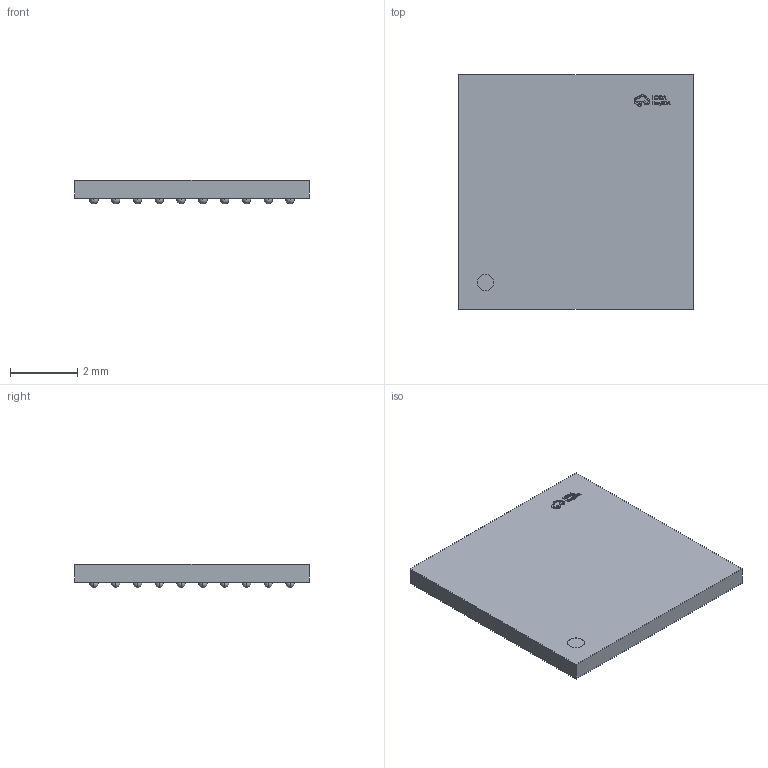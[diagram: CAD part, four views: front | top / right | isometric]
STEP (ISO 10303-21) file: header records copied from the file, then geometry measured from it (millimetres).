
FILE_DESCRIPTION (( 'STEP AP214' ), '1' );
FILE_NAME ('WFBGA-84_L7.0-W7.0-P0.65-BL_MICROCHIP_EEC1005-I-SX1-UB1.step', '2022-06-22T15:39:41', ( '' ), ( '' ), 'SwSTEP 2.0', 'SolidWorks 2020', '' );
FILE_SCHEMA (( 'AUTOMOTIVE_DESIGN' ));
Length unit declared in the file: millimetre
Products named in the file (1): WFBGA-84_L7.0-W7.0-P0.65-BL_MICROCHIP_EEC1005-I-SX1-UB1
Bounding box: 7 x 7 x 0.71 mm (x, y, z)
Volume: 26.5 mm3; surface area: 120.6 mm2
Topology: 1 solids, 1 shells, 460 faces, 1545 edges, 1030 vertices
Faces by surface type: plane 178, sphere 168, bspline 112, cylinder 2
Entity records: 19460 total; most frequent: CARTESIAN_POINT 4468, ORIENTED_EDGE 2250, DIRECTION 1935, EDGE_CURVE 1125, VERTEX_POINT 778, AXIS2_PLACEMENT_3D 689, EDGE_LOOP 571, VECTOR 557
